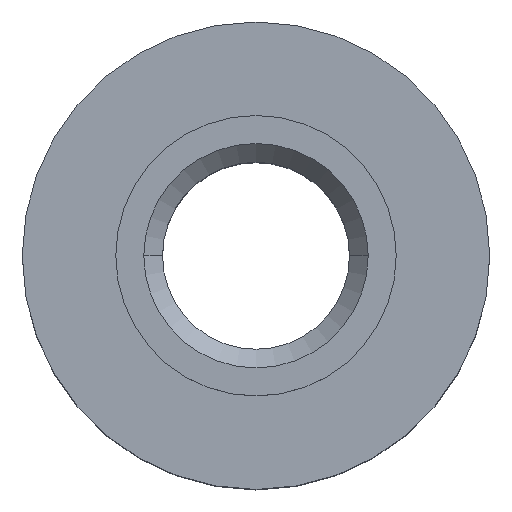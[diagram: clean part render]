
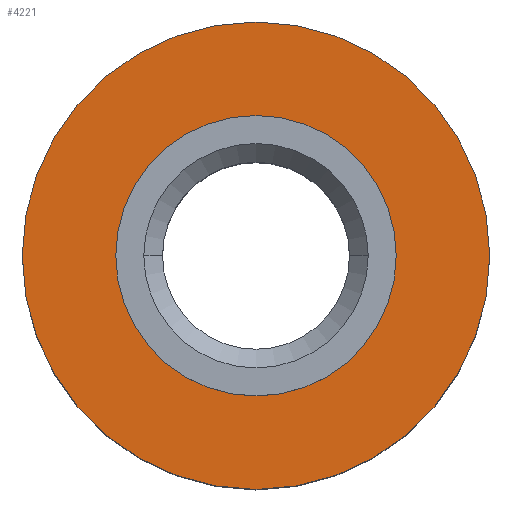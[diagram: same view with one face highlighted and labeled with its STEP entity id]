
A CAD part, top view. The second image highlights one B-rep face of the part: STEP entity #4221.
In plain terms, the highlighted planar face has unit normal (0, 0, 1).
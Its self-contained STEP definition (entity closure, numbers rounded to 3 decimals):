
#5 = CARTESIAN_POINT ( 'NONE',  ( 0., 0., 4. ) ) ;
#7 = DIRECTION ( 'NONE',  ( 0., 0., 1. ) ) ;
#23 = DIRECTION ( 'NONE',  ( 1., 0., 0. ) ) ;
#76 = EDGE_CURVE ( 'NONE', #4797, #4795, #2498, .T. ) ;
#158 = EDGE_CURVE ( 'NONE', #4462, #4735, #2593, .T. ) ;
#205 = EDGE_CURVE ( 'NONE', #4735, #4462, #2465, .T. ) ;
#232 = EDGE_CURVE ( 'NONE', #4795, #4797, #2561, .T. ) ;
#247 = AXIS2_PLACEMENT_3D ( 'NONE', #285, #348, #299 ) ;
#285 = CARTESIAN_POINT ( 'NONE',  ( 0., 0., 4. ) ) ;
#299 = DIRECTION ( 'NONE',  ( 1., 0., 0. ) ) ;
#348 = DIRECTION ( 'NONE',  ( 0., 0., 1. ) ) ;
#353 = AXIS2_PLACEMENT_3D ( 'NONE', #5, #7, #23 ) ;
#370 = AXIS2_PLACEMENT_3D ( 'NONE', #2253, #2238, #2223 ) ;
#415 = AXIS2_PLACEMENT_3D ( 'NONE', #2220, #2274, #2183 ) ;
#924 = DIRECTION ( 'NONE',  ( 0., 0., -1. ) ) ;
#1012 = DIRECTION ( 'NONE',  ( -1., 0., 0. ) ) ;
#1044 = PLANE ( 'NONE',  #4033 ) ;
#1070 = CARTESIAN_POINT ( 'NONE',  ( 0., 6.25, 4. ) ) ;
#1254 = CARTESIAN_POINT ( 'NONE',  ( 3.75, 0., 4. ) ) ;
#1424 = CARTESIAN_POINT ( 'NONE',  ( -3.75, 0., 4. ) ) ;
#1434 = CARTESIAN_POINT ( 'NONE',  ( -6.25, 0., 4. ) ) ;
#1435 = CARTESIAN_POINT ( 'NONE',  ( 6.25, 0., 4. ) ) ;
#2080 = EDGE_LOOP ( 'NONE', ( #2672, #2686 ) ) ;
#2112 = EDGE_LOOP ( 'NONE', ( #2794, #2842 ) ) ;
#2183 = DIRECTION ( 'NONE',  ( 1., 0., 0. ) ) ;
#2220 = CARTESIAN_POINT ( 'NONE',  ( 0., 0., 4. ) ) ;
#2223 = DIRECTION ( 'NONE',  ( 1., 0., 0. ) ) ;
#2238 = DIRECTION ( 'NONE',  ( 0., 0., 1. ) ) ;
#2253 = CARTESIAN_POINT ( 'NONE',  ( 0., 0., 4. ) ) ;
#2274 = DIRECTION ( 'NONE',  ( 0., 0., 1. ) ) ;
#2465 = CIRCLE ( 'NONE', #370, 3.75 ) ;
#2498 = CIRCLE ( 'NONE', #247, 6.25 ) ;
#2561 = CIRCLE ( 'NONE', #415, 6.25 ) ;
#2593 = CIRCLE ( 'NONE', #353, 3.75 ) ;
#2672 = ORIENTED_EDGE ( 'NONE', *, *, #76, .T. ) ;
#2686 = ORIENTED_EDGE ( 'NONE', *, *, #232, .T. ) ;
#2794 = ORIENTED_EDGE ( 'NONE', *, *, #158, .F. ) ;
#2842 = ORIENTED_EDGE ( 'NONE', *, *, #205, .F. ) ;
#2925 = FACE_OUTER_BOUND ( 'NONE', #2080, .T. ) ;
#3066 = FACE_BOUND ( 'NONE', #2112, .T. ) ;
#4033 = AXIS2_PLACEMENT_3D ( 'NONE', #1070, #924, #1012 ) ;
#4221 = ADVANCED_FACE ( 'NONE', ( #3066, #2925 ), #1044, .F. ) ;
#4462 = VERTEX_POINT ( 'NONE', #1254 ) ;
#4735 = VERTEX_POINT ( 'NONE', #1424 ) ;
#4795 = VERTEX_POINT ( 'NONE', #1434 ) ;
#4797 = VERTEX_POINT ( 'NONE', #1435 ) ;
